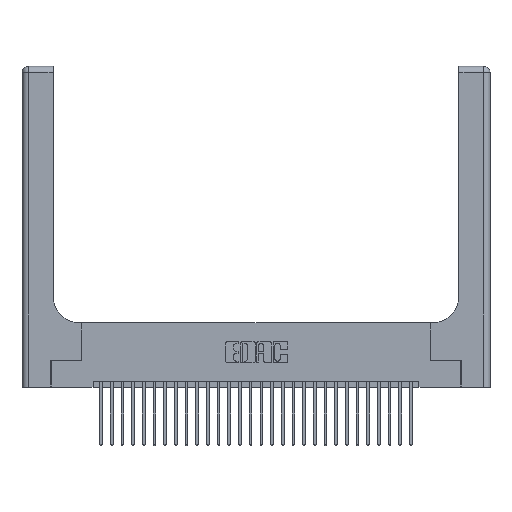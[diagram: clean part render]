
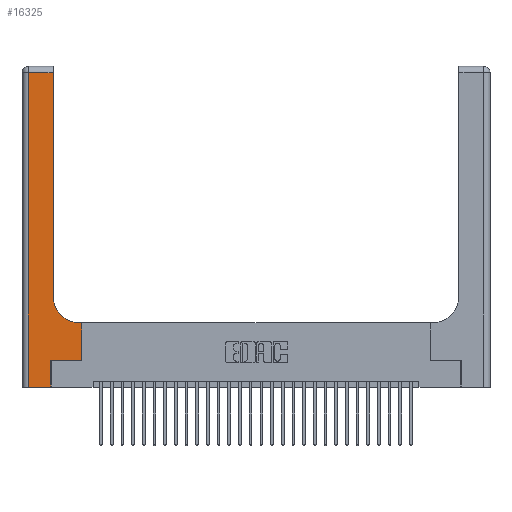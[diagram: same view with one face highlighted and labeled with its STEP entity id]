
A CAD part, top view. The second image highlights one B-rep face of the part: STEP entity #16325.
In plain terms, the highlighted planar face has unit normal (0, 0, 1).
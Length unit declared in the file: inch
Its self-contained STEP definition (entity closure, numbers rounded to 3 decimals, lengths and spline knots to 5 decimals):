
#46 = CARTESIAN_POINT ( 'NONE',  ( 0.2915, 2.94, 0.37 ) ) ;
#676 = VECTOR ( 'NONE', #24769, 39.37008 ) ;
#1043 = CARTESIAN_POINT ( 'NONE',  ( 0.2915, 0.6, 0.37 ) ) ;
#1202 = CARTESIAN_POINT ( 'NONE',  ( 0.269, 0.25, 0.37 ) ) ;
#1281 = VECTOR ( 'NONE', #12984, 39.37008 ) ;
#1581 = VECTOR ( 'NONE', #3717, 39.37008 ) ;
#2320 = ORIENTED_EDGE ( 'NONE', *, *, #19083, .T. ) ;
#2460 = ORIENTED_EDGE ( 'NONE', *, *, #14563, .T. ) ;
#2846 = VERTEX_POINT ( 'NONE', #1202 ) ;
#3717 = DIRECTION ( 'NONE',  ( 0., 1., 0. ) ) ;
#4228 = CARTESIAN_POINT ( 'NONE',  ( 0.5415, 0.85, 0.37 ) ) ;
#4250 = CARTESIAN_POINT ( 'NONE',  ( 0.5415, 0.6, 0.37 ) ) ;
#4280 = VERTEX_POINT ( 'NONE', #10314 ) ;
#4342 = EDGE_CURVE ( 'NONE', #26880, #11751, #10829, .T. ) ;
#4380 = LINE ( 'NONE', #16746, #15096 ) ;
#4396 = PLANE ( 'NONE',  #14745 ) ;
#4528 = ORIENTED_EDGE ( 'NONE', *, *, #28641, .T. ) ;
#5020 = ORIENTED_EDGE ( 'NONE', *, *, #8774, .T. ) ;
#5558 = CARTESIAN_POINT ( 'NONE',  ( 0.06, 3., 0.37 ) ) ;
#5930 = LINE ( 'NONE', #5558, #17738 ) ;
#7996 = VERTEX_POINT ( 'NONE', #28653 ) ;
#8064 = ORIENTED_EDGE ( 'NONE', *, *, #19482, .T. ) ;
#8198 = LINE ( 'NONE', #22115, #13367 ) ;
#8417 = LINE ( 'NONE', #19459, #676 ) ;
#8774 = EDGE_CURVE ( 'NONE', #10748, #2846, #8417, .T. ) ;
#9141 = CARTESIAN_POINT ( 'NONE',  ( 0., 3., 0.37 ) ) ;
#9833 = CARTESIAN_POINT ( 'NONE',  ( 0.5585, 0.25, 0.37 ) ) ;
#10122 = EDGE_LOOP ( 'NONE', ( #21024, #10356, #4528, #2460, #5020, #2320, #8064, #26306, #10753 ) ) ;
#10314 = CARTESIAN_POINT ( 'NONE',  ( 0.2915, 0.85, 0.37 ) ) ;
#10356 = ORIENTED_EDGE ( 'NONE', *, *, #28209, .T. ) ;
#10748 = VERTEX_POINT ( 'NONE', #24354 ) ;
#10753 = ORIENTED_EDGE ( 'NONE', *, *, #12800, .T. ) ;
#10829 = LINE ( 'NONE', #1043, #1281 ) ;
#11152 = LINE ( 'NONE', #14268, #22919 ) ;
#11751 = VERTEX_POINT ( 'NONE', #4250 ) ;
#11860 = LINE ( 'NONE', #25023, #12608 ) ;
#12003 = DIRECTION ( 'NONE',  ( -1., 0., 0. ) ) ;
#12608 = VECTOR ( 'NONE', #20603, 39.37008 ) ;
#12800 = EDGE_CURVE ( 'NONE', #11751, #4280, #17430, .T. ) ;
#12908 = DIRECTION ( 'NONE',  ( 0., 1., 0. ) ) ;
#12984 = DIRECTION ( 'NONE',  ( -1., 0., 0. ) ) ;
#13367 = VECTOR ( 'NONE', #12908, 39.37008 ) ;
#14131 = CARTESIAN_POINT ( 'NONE',  ( 0.06, 2.94, 0.37 ) ) ;
#14241 = FACE_OUTER_BOUND ( 'NONE', #10122, .T. ) ;
#14268 = CARTESIAN_POINT ( 'NONE',  ( 0.269, 0.25, 0.37 ) ) ;
#14563 = EDGE_CURVE ( 'NONE', #7996, #10748, #4380, .T. ) ;
#14745 = AXIS2_PLACEMENT_3D ( 'NONE', #9141, #25925, #12003 ) ;
#15096 = VECTOR ( 'NONE', #26508, 39.37008 ) ;
#15888 = AXIS2_PLACEMENT_3D ( 'NONE', #4228, #20585, #22944 ) ;
#16325 = ADVANCED_FACE ( 'NONE', ( #14241 ), #4396, .F. ) ;
#16633 = DIRECTION ( 'NONE',  ( 1., 0., 0. ) ) ;
#16746 = CARTESIAN_POINT ( 'NONE',  ( 0., 0., 0.37 ) ) ;
#17430 = CIRCLE ( 'NONE', #15888, 0.25 ) ;
#17738 = VECTOR ( 'NONE', #21906, 39.37008 ) ;
#19083 = EDGE_CURVE ( 'NONE', #2846, #20378, #11152, .T. ) ;
#19116 = VERTEX_POINT ( 'NONE', #46 ) ;
#19356 = EDGE_CURVE ( 'NONE', #4280, #19116, #8198, .T. ) ;
#19459 = CARTESIAN_POINT ( 'NONE',  ( 0.269, 0., 0.37 ) ) ;
#19482 = EDGE_CURVE ( 'NONE', #20378, #26880, #29443, .T. ) ;
#20280 = CARTESIAN_POINT ( 'NONE',  ( 0.5585, 0.6, 0.37 ) ) ;
#20378 = VERTEX_POINT ( 'NONE', #9833 ) ;
#20585 = DIRECTION ( 'NONE',  ( 0., 0., -1. ) ) ;
#20603 = DIRECTION ( 'NONE',  ( -1., 0., 0. ) ) ;
#21024 = ORIENTED_EDGE ( 'NONE', *, *, #19356, .T. ) ;
#21906 = DIRECTION ( 'NONE',  ( 0., -1., 0. ) ) ;
#22115 = CARTESIAN_POINT ( 'NONE',  ( 0.2915, 3., 0.37 ) ) ;
#22919 = VECTOR ( 'NONE', #16633, 39.37008 ) ;
#22944 = DIRECTION ( 'NONE',  ( 1., 0., 0. ) ) ;
#24354 = CARTESIAN_POINT ( 'NONE',  ( 0.269, 0., 0.37 ) ) ;
#24549 = VERTEX_POINT ( 'NONE', #14131 ) ;
#24769 = DIRECTION ( 'NONE',  ( 0., 1., 0. ) ) ;
#25023 = CARTESIAN_POINT ( 'NONE',  ( 0., 2.94, 0.37 ) ) ;
#25925 = DIRECTION ( 'NONE',  ( 0., 0., -1. ) ) ;
#26306 = ORIENTED_EDGE ( 'NONE', *, *, #4342, .T. ) ;
#26508 = DIRECTION ( 'NONE',  ( 1., 0., 0. ) ) ;
#26880 = VERTEX_POINT ( 'NONE', #20280 ) ;
#27410 = CARTESIAN_POINT ( 'NONE',  ( 0.5585, 0.25, 0.37 ) ) ;
#28209 = EDGE_CURVE ( 'NONE', #19116, #24549, #11860, .T. ) ;
#28641 = EDGE_CURVE ( 'NONE', #24549, #7996, #5930, .T. ) ;
#28653 = CARTESIAN_POINT ( 'NONE',  ( 0.06, 0., 0.37 ) ) ;
#29443 = LINE ( 'NONE', #27410, #1581 ) ;
